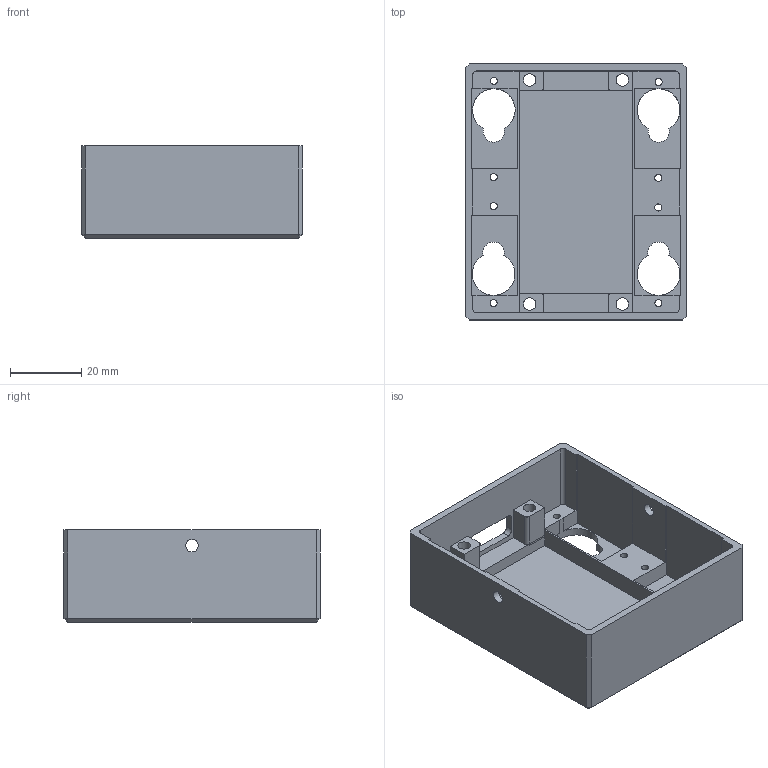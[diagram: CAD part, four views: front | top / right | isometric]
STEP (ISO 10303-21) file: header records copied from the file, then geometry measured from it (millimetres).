
FILE_DESCRIPTION(/* description */ (''),/* implementation_level */ '2;1');
FILE_NAME(/* name */ 'bodyB.step',/* time_stamp */ '2018-01-22T00:46:00+01:00',/* author */ ('autodesknospam'),/* organization */ (''),/* preprocessor_version */ 'ST-DEVELOPER v16.13',/* originating_system */ 'Autodesk Translation Framework v6.5.0.72',/* authorisation */ '');
FILE_SCHEMA (('AUTOMOTIVE_DESIGN { 1 0 10303 214 3 1 1 }'));
Length unit declared in the file: millimetre
Products named in the file (1): bodyB
Bounding box: 62 x 72 x 26 mm (x, y, z)
Volume: 22837.5 mm3; surface area: 23188.7 mm2
Topology: 1 solids, 1 shells, 121 faces, 366 edges, 244 vertices
Faces by surface type: plane 83, cylinder 34, cone 4
Full cylindrical faces by diameter (mm): 2 x8, 3.5 x6
Entity records: 4240 total; most frequent: ORIENTED_EDGE 732, CARTESIAN_POINT 732, DIRECTION 714, EDGE_CURVE 366, LINE 262, VECTOR 262, VERTEX_POINT 244, AXIS2_PLACEMENT_3D 226
